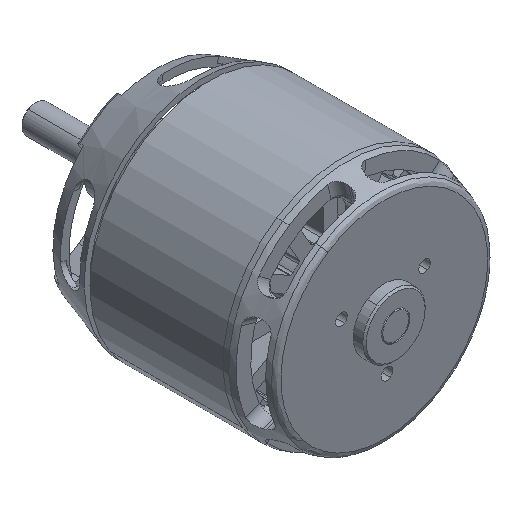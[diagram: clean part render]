
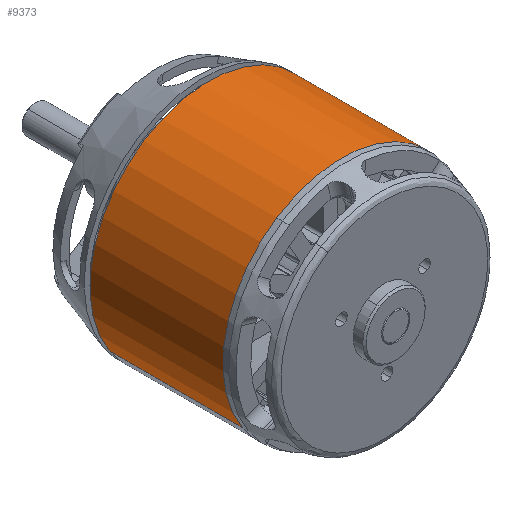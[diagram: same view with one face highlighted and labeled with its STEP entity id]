
A CAD part, isometric view. The second image highlights one B-rep face of the part: STEP entity #9373.
In plain terms, the highlighted cylindrical face has radius 21 mm (diameter 42 mm), a partial arc.
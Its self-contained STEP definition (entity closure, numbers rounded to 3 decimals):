
#295 = AXIS2_PLACEMENT_3D ( 'NONE', #26757, #14542, #31903 ) ;
#366 = CARTESIAN_POINT ( 'NONE',  ( 21., 0., 11.75 ) ) ;
#1748 = EDGE_CURVE ( 'NONE', #15899, #20122, #11706, .T. ) ;
#1800 = AXIS2_PLACEMENT_3D ( 'NONE', #28405, #18940, #21305 ) ;
#1908 = ORIENTED_EDGE ( 'NONE', *, *, #6309, .T. ) ;
#3314 = CARTESIAN_POINT ( 'NONE',  ( 0., 0., -11.75 ) ) ;
#4578 = AXIS2_PLACEMENT_3D ( 'NONE', #3314, #5721, #23171 ) ;
#5032 = ORIENTED_EDGE ( 'NONE', *, *, #1748, .T. ) ;
#5253 = ORIENTED_EDGE ( 'NONE', *, *, #18621, .T. ) ;
#5721 = DIRECTION ( 'NONE',  ( 0., 0., 1. ) ) ;
#6309 = EDGE_CURVE ( 'NONE', #7753, #14663, #24227, .T. ) ;
#7753 = VERTEX_POINT ( 'NONE', #13060 ) ;
#9237 = CARTESIAN_POINT ( 'NONE',  ( 21., 0., -11.75 ) ) ;
#9373 = ADVANCED_FACE ( 'NONE', ( #15877 ), #25209, .T. ) ;
#10144 = CARTESIAN_POINT ( 'NONE',  ( 21., 0., 11.75 ) ) ;
#11024 = EDGE_LOOP ( 'NONE', ( #24422, #5032, #5253, #1908 ) ) ;
#11251 = CARTESIAN_POINT ( 'NONE',  ( -21., 0., 11.75 ) ) ;
#11706 = CIRCLE ( 'NONE', #1800, 21. ) ;
#13060 = CARTESIAN_POINT ( 'NONE',  ( -21., 0., -11.75 ) ) ;
#14542 = DIRECTION ( 'NONE',  ( 0., 0., -1. ) ) ;
#14663 = VERTEX_POINT ( 'NONE', #9237 ) ;
#14963 = VECTOR ( 'NONE', #24458, 1000. ) ;
#15877 = FACE_OUTER_BOUND ( 'NONE', #11024, .T. ) ;
#15899 = VERTEX_POINT ( 'NONE', #10144 ) ;
#18621 = EDGE_CURVE ( 'NONE', #20122, #7753, #31250, .T. ) ;
#18940 = DIRECTION ( 'NONE',  ( 0., 0., -1. ) ) ;
#19481 = CARTESIAN_POINT ( 'NONE',  ( -21., 0., 11.75 ) ) ;
#20122 = VERTEX_POINT ( 'NONE', #19481 ) ;
#20135 = EDGE_CURVE ( 'NONE', #15899, #14663, #30778, .T. ) ;
#21305 = DIRECTION ( 'NONE',  ( -1., 0., 0. ) ) ;
#23171 = DIRECTION ( 'NONE',  ( -1., 0., 0. ) ) ;
#24227 = CIRCLE ( 'NONE', #4578, 21. ) ;
#24422 = ORIENTED_EDGE ( 'NONE', *, *, #20135, .F. ) ;
#24458 = DIRECTION ( 'NONE',  ( 0., 0., -1. ) ) ;
#24734 = VECTOR ( 'NONE', #28173, 1000. ) ;
#25209 = CYLINDRICAL_SURFACE ( 'NONE', #295, 21. ) ;
#26757 = CARTESIAN_POINT ( 'NONE',  ( 0., 0., 11.75 ) ) ;
#28173 = DIRECTION ( 'NONE',  ( 0., 0., -1. ) ) ;
#28405 = CARTESIAN_POINT ( 'NONE',  ( 0., 0., 11.75 ) ) ;
#30778 = LINE ( 'NONE', #366, #14963 ) ;
#31250 = LINE ( 'NONE', #11251, #24734 ) ;
#31903 = DIRECTION ( 'NONE',  ( -1., 0., 0. ) ) ;
